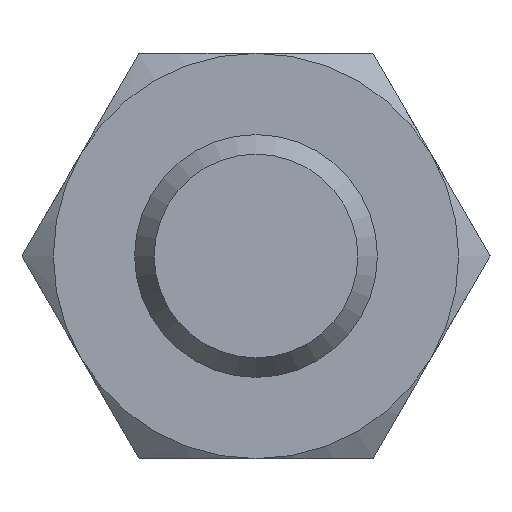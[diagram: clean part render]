
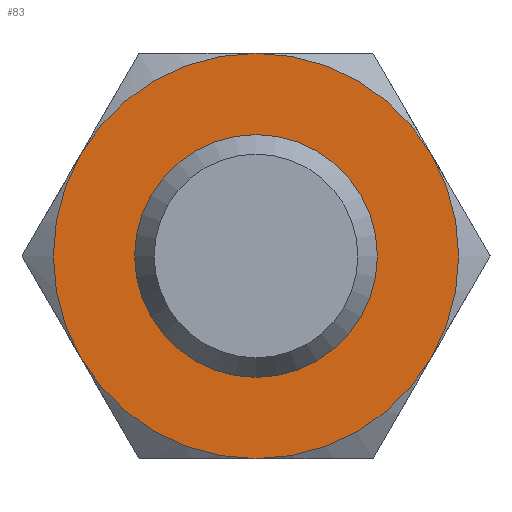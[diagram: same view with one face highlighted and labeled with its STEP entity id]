
A CAD part, front view. The second image highlights one B-rep face of the part: STEP entity #83.
In plain terms, the highlighted planar face has unit normal (0, -1, 0).
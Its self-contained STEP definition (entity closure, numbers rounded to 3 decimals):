
#40 = VERTEX_POINT('',#41);
#41 = CARTESIAN_POINT('',(1.422,4.75,0.));
#46 = EDGE_CURVE('',#40,#40,#47,.T.);
#47 = CIRCLE('',#48,1.422);
#48 = AXIS2_PLACEMENT_3D('',#49,#50,#51);
#49 = CARTESIAN_POINT('',(0.,4.75,0.));
#50 = DIRECTION('',(0.,-1.,0.));
#51 = DIRECTION('',(1.,0.,0.));
#83 = ADVANCED_FACE('',(#84,#87),#143,.T.);
#84 = FACE_BOUND('',#85,.T.);
#85 = EDGE_LOOP('',(#86));
#86 = ORIENTED_EDGE('',*,*,#46,.F.);
#87 = FACE_BOUND('',#88,.T.);
#88 = EDGE_LOOP('',(#89,#100,#109,#118,#127,#136));
#89 = ORIENTED_EDGE('',*,*,#90,.T.);
#90 = EDGE_CURVE('',#91,#93,#95,.T.);
#91 = VERTEX_POINT('',#92);
#92 = CARTESIAN_POINT('',(-2.057,4.75,1.187)
  );
#93 = VERTEX_POINT('',#94);
#94 = CARTESIAN_POINT('',(-2.057,4.75,-1.187
    ));
#95 = CIRCLE('',#96,2.375);
#96 = AXIS2_PLACEMENT_3D('',#97,#98,#99);
#97 = CARTESIAN_POINT('',(0.,4.75,0.));
#98 = DIRECTION('',(0.,-1.,-0.));
#99 = DIRECTION('',(-1.,0.,0.));
#100 = ORIENTED_EDGE('',*,*,#101,.T.);
#101 = EDGE_CURVE('',#93,#102,#104,.T.);
#102 = VERTEX_POINT('',#103);
#103 = CARTESIAN_POINT('',(0.,4.75,
    -2.375));
#104 = CIRCLE('',#105,2.375);
#105 = AXIS2_PLACEMENT_3D('',#106,#107,#108);
#106 = CARTESIAN_POINT('',(0.,4.75,0.));
#107 = DIRECTION('',(0.,-1.,-0.));
#108 = DIRECTION('',(-1.,0.,0.));
#109 = ORIENTED_EDGE('',*,*,#110,.T.);
#110 = EDGE_CURVE('',#102,#111,#113,.T.);
#111 = VERTEX_POINT('',#112);
#112 = CARTESIAN_POINT('',(2.057,4.75,-1.187
    ));
#113 = CIRCLE('',#114,2.375);
#114 = AXIS2_PLACEMENT_3D('',#115,#116,#117);
#115 = CARTESIAN_POINT('',(0.,4.75,0.));
#116 = DIRECTION('',(0.,-1.,-0.));
#117 = DIRECTION('',(-1.,0.,0.));
#118 = ORIENTED_EDGE('',*,*,#119,.T.);
#119 = EDGE_CURVE('',#111,#120,#122,.T.);
#120 = VERTEX_POINT('',#121);
#121 = CARTESIAN_POINT('',(2.057,4.75,1.187)
  );
#122 = CIRCLE('',#123,2.375);
#123 = AXIS2_PLACEMENT_3D('',#124,#125,#126);
#124 = CARTESIAN_POINT('',(0.,4.75,0.));
#125 = DIRECTION('',(0.,-1.,0.));
#126 = DIRECTION('',(-1.,0.,0.));
#127 = ORIENTED_EDGE('',*,*,#128,.T.);
#128 = EDGE_CURVE('',#120,#129,#131,.T.);
#129 = VERTEX_POINT('',#130);
#130 = CARTESIAN_POINT('',(0.,4.75,
    2.375));
#131 = CIRCLE('',#132,2.375);
#132 = AXIS2_PLACEMENT_3D('',#133,#134,#135);
#133 = CARTESIAN_POINT('',(0.,4.75,0.));
#134 = DIRECTION('',(0.,-1.,-0.));
#135 = DIRECTION('',(-1.,0.,0.));
#136 = ORIENTED_EDGE('',*,*,#137,.T.);
#137 = EDGE_CURVE('',#129,#91,#138,.T.);
#138 = CIRCLE('',#139,2.375);
#139 = AXIS2_PLACEMENT_3D('',#140,#141,#142);
#140 = CARTESIAN_POINT('',(0.,4.75,0.));
#141 = DIRECTION('',(0.,-1.,-0.));
#142 = DIRECTION('',(-1.,0.,0.));
#143 = PLANE('',#144);
#144 = AXIS2_PLACEMENT_3D('',#145,#146,#147);
#145 = CARTESIAN_POINT('',(1.422,4.75,0.));
#146 = DIRECTION('',(0.,-1.,0.));
#147 = DIRECTION('',(1.,0.,0.));
